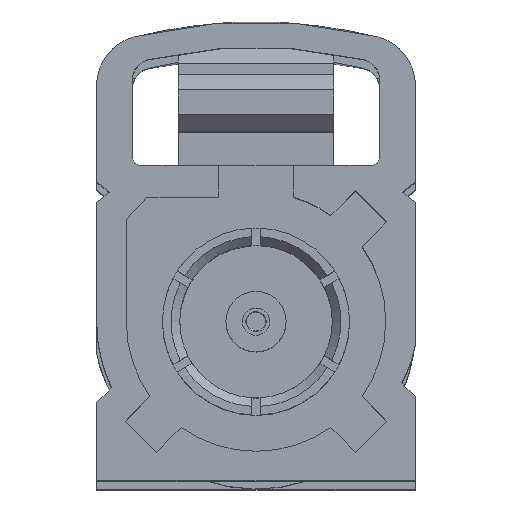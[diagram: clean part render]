
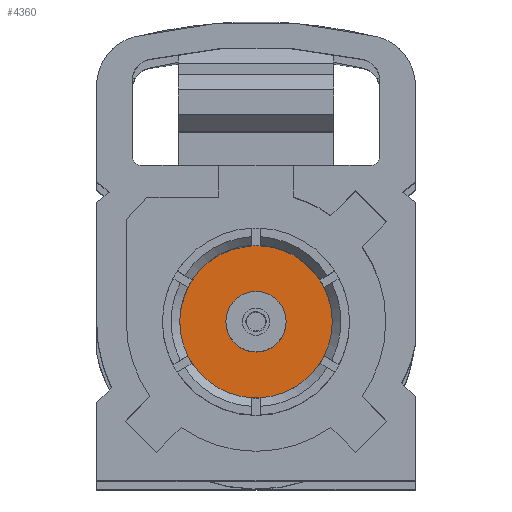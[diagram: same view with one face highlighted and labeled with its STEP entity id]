
A CAD part, top view. The second image highlights one B-rep face of the part: STEP entity #4360.
In plain terms, the highlighted planar face has unit normal (0, 0, 1).
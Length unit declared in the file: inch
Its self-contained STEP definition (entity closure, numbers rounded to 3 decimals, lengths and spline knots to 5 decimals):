
#251 = ORIENTED_EDGE ( 'NONE', *, *, #3411, .T. ) ;
#793 = FACE_BOUND ( 'NONE', #1769, .T. ) ;
#846 = CIRCLE ( 'NONE', #2360, 0.035 ) ;
#951 = DIRECTION ( 'NONE',  ( 1., 0., 0. ) ) ;
#957 = FACE_OUTER_BOUND ( 'NONE', #5721, .T. ) ;
#1057 = AXIS2_PLACEMENT_3D ( 'NONE', #4683, #3085, #951 ) ;
#1350 = DIRECTION ( 'NONE',  ( 1., 0., 0. ) ) ;
#1454 = CARTESIAN_POINT ( 'NONE',  ( 0.08853, 0., -0.28065 ) ) ;
#1676 = CARTESIAN_POINT ( 'NONE',  ( 0., 0., -0.28065 ) ) ;
#1769 = EDGE_LOOP ( 'NONE', ( #2607 ) ) ;
#1937 = DIRECTION ( 'NONE',  ( 0., 0., 1. ) ) ;
#2360 = AXIS2_PLACEMENT_3D ( 'NONE', #1676, #5445, #5990 ) ;
#2607 = ORIENTED_EDGE ( 'NONE', *, *, #6129, .F. ) ;
#3085 = DIRECTION ( 'NONE',  ( 0., 0., 1. ) ) ;
#3411 = EDGE_CURVE ( 'NONE', #5305, #5305, #6892, .T. ) ;
#4048 = AXIS2_PLACEMENT_3D ( 'NONE', #5656, #1937, #1350 ) ;
#4360 = ADVANCED_FACE ( 'NONE', ( #793, #957 ), #6299, .T. ) ;
#4683 = CARTESIAN_POINT ( 'NONE',  ( 0.04331, 0.18105, -0.28065 ) ) ;
#4732 = CARTESIAN_POINT ( 'NONE',  ( -0.035, 0., -0.28065 ) ) ;
#5305 = VERTEX_POINT ( 'NONE', #1454 ) ;
#5445 = DIRECTION ( 'NONE',  ( 0., 0., 1. ) ) ;
#5656 = CARTESIAN_POINT ( 'NONE',  ( 0., 0., -0.28065 ) ) ;
#5721 = EDGE_LOOP ( 'NONE', ( #251 ) ) ;
#5990 = DIRECTION ( 'NONE',  ( -1., 0., 0. ) ) ;
#6052 = VERTEX_POINT ( 'NONE', #4732 ) ;
#6129 = EDGE_CURVE ( 'NONE', #6052, #6052, #846, .T. ) ;
#6299 = PLANE ( 'NONE',  #1057 ) ;
#6892 = CIRCLE ( 'NONE', #4048, 0.08853 ) ;
